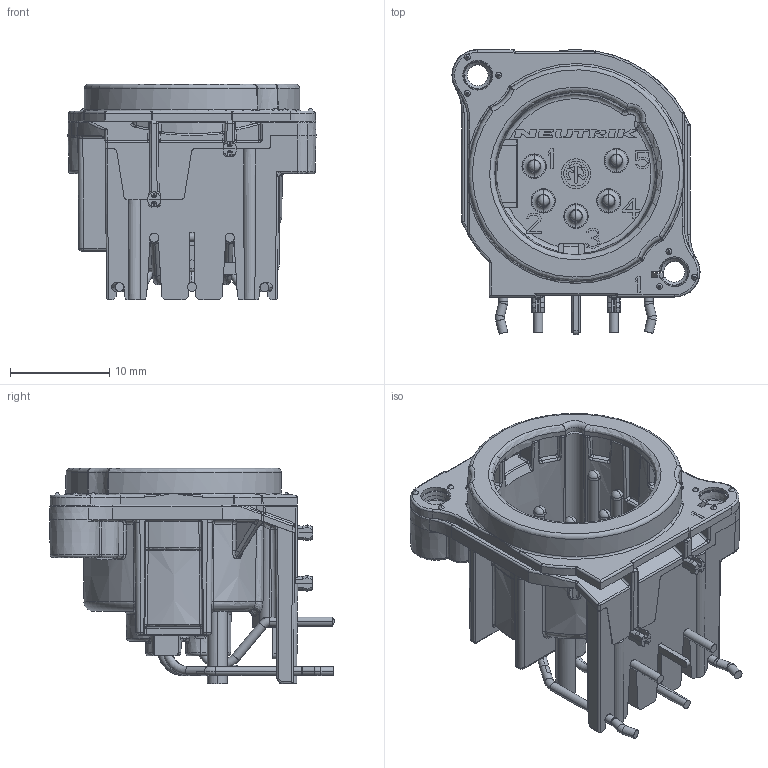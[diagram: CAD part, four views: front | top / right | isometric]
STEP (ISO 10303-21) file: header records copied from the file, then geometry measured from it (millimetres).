
FILE_DESCRIPTION((''),'2;1');
FILE_NAME('30011658','2024-07-23T12:02:22',('SYSTEM'),(''),'CREO PARAMETRIC BY PTC INC, 2023424','CREO PARAMETRIC BY PTC INC, 2023424','');
FILE_SCHEMA(('CONFIG_CONTROL_DESIGN'));
Products named in the file (1): 30011658
Bounding box: 25 x 28.7 x 21.7 mm (x, y, z)
Volume: 2942.2 mm3; surface area: 5387 mm2
Topology: 1 solids, 5 shells, 1920 faces, 4787 edges, 2868 vertices
Faces by surface type: plane 668, cylinder 422, bspline 350, torus 224, sphere 125, cone 123, extrusion 8
Entity records: 69546 total; most frequent: CARTESIAN_POINT 26568, ORIENTED_EDGE 9528, DIRECTION 8325, EDGE_CURVE 4764, AXIS2_PLACEMENT_3D 3160, VERTEX_POINT 2868, VECTOR 2005, LINE 1997
